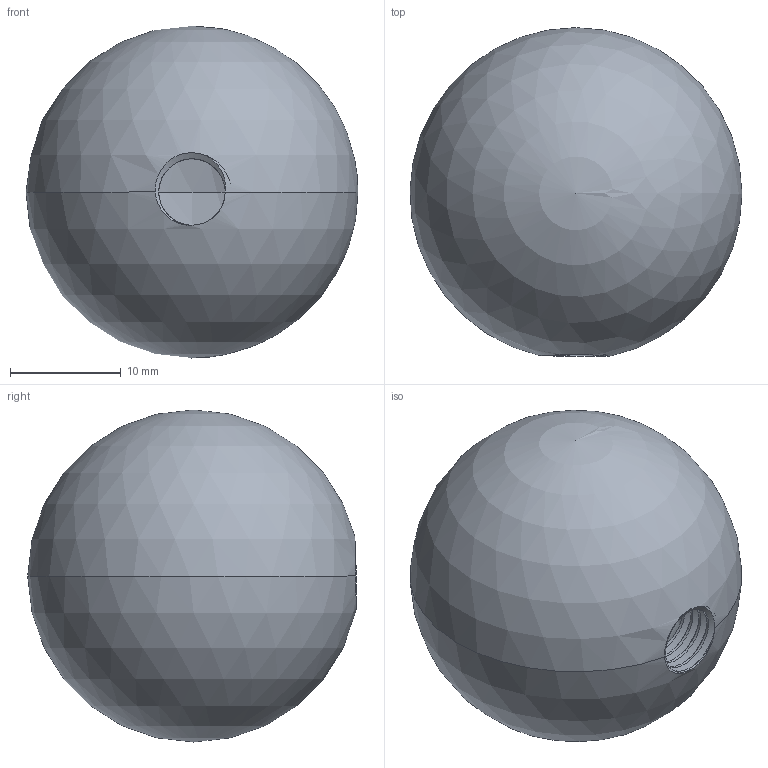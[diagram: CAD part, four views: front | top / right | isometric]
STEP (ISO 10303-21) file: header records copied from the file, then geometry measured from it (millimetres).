
FILE_DESCRIPTION (( 'STEP AP203' ), '1' );
FILE_NAME ('3D_GR1422_30_188702430.STEP', '2024-10-09T06:26:10', ( '' ), ( '' ), 'SwSTEP 2.0', 'SolidWorks 2024', '' );
FILE_SCHEMA (( 'CONFIG_CONTROL_DESIGN' ));
Length unit declared in the file: millimetre
Products named in the file (1): 3D_GR1422_30_188702430
Bounding box: 30 x 29.7 x 30 mm (x, y, z)
Volume: 4956.3 mm3; surface area: 5077.3 mm2
Topology: 1 solids, 1 shells, 21 faces, 63 edges, 40 vertices
Faces by surface type: cylinder 12, sphere 4, bspline 3, cone 2
Entity records: 2662 total; most frequent: CARTESIAN_POINT 2150, ORIENTED_EDGE 106, DIRECTION 73, EDGE_CURVE 53, VERTEX_POINT 34, AXIS2_PLACEMENT_3D 30, FACE_OUTER_BOUND 21, ADVANCED_FACE 21
